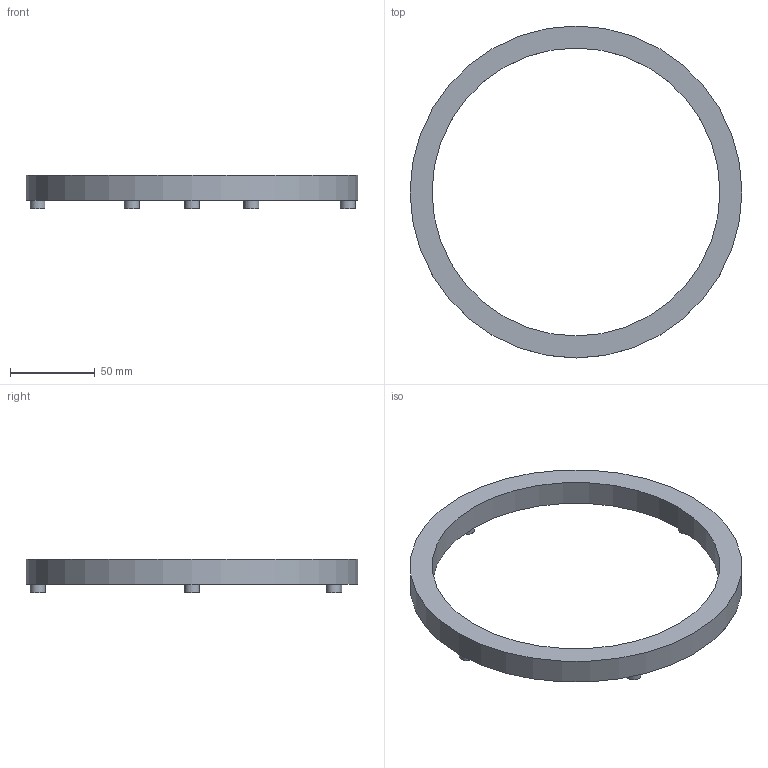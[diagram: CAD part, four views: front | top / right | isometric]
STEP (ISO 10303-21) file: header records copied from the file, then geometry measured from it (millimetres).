
FILE_DESCRIPTION(/* description */ ('','CAx-IF Rec.Pracs.---Representation and Presentation of Product Manufacturing Information (PMI)---4.0---2014-10-13'),/* implementation_level */ '2;1');
FILE_NAME(/* name */ 'barigo-back-cover-part1-utan-usb.step',/* time_stamp */ '2025-01-12T19:37:09+01:00',/* author */ (''),/* organization */ (''),/* preprocessor_version */ 'ST-DEVELOPER v20',/* originating_system */ 'Autodesk Translation Framework v13.20.0.188',/* authorisation */ '');
FILE_SCHEMA (('AP242_MANAGED_MODEL_BASED_3D_ENGINEERING_MIM_LF { 1 0 10303 442 1 1 4 }'));
Length unit declared in the file: millimetre
Products named in the file (1): barigo-back-cover-part1
Bounding box: 196 x 196 x 20 mm (x, y, z)
Volume: 113628.3 mm3; surface area: 32886.2 mm2
Topology: 1 solids, 1 shells, 14 faces, 21 edges, 14 vertices
Faces by surface type: cylinder 7, plane 7
Full cylindrical faces by diameter (mm): 8.8 x5, 170 x1, 196 x1
Entity records: 356 total; most frequent: DIRECTION 65, CARTESIAN_POINT 50, ORIENTED_EDGE 42, AXIS2_PLACEMENT_3D 29, EDGE_LOOP 21, EDGE_CURVE 21, FACE_OUTER_BOUND 14, CIRCLE 14
